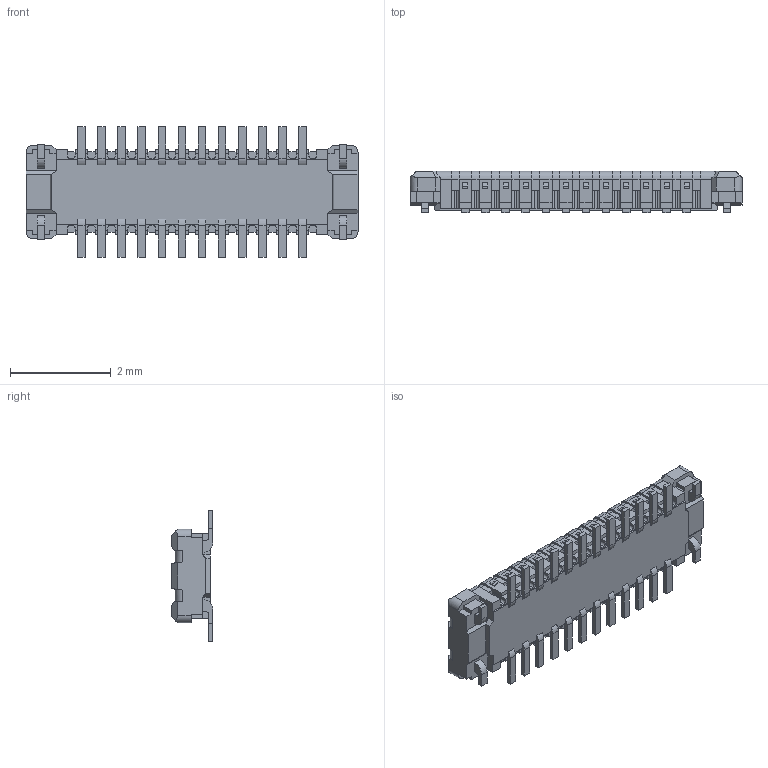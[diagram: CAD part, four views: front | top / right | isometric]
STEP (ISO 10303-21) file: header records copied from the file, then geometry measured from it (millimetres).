
FILE_DESCRIPTION (( 'STEP AP214' ), '1' );
FILE_NAME ('AXT624124.STEP', '2020-05-19T08:30:45', ( '' ), ( '' ), 'SwSTEP 2.0', 'SolidWorks 2017', '' );
FILE_SCHEMA (( 'AUTOMOTIVE_DESIGN' ));
Length unit declared in the file: millimetre
Products named in the file (1): AXT624124
Bounding box: 6.6 x 0.83 x 2.6 mm (x, y, z)
Volume: 4.9 mm3; surface area: 75.4 mm2
Topology: 53 solids, 53 shells, 1290 faces, 3364 edges, 2204 vertices
Faces by surface type: plane 956, cylinder 334
Entity records: 39718 total; most frequent: CARTESIAN_POINT 7039, ORIENTED_EDGE 6728, DIRECTION 6530, EDGE_CURVE 3364, LINE 2684, VECTOR 2684, VERTEX_POINT 2204, AXIS2_PLACEMENT_3D 1923
